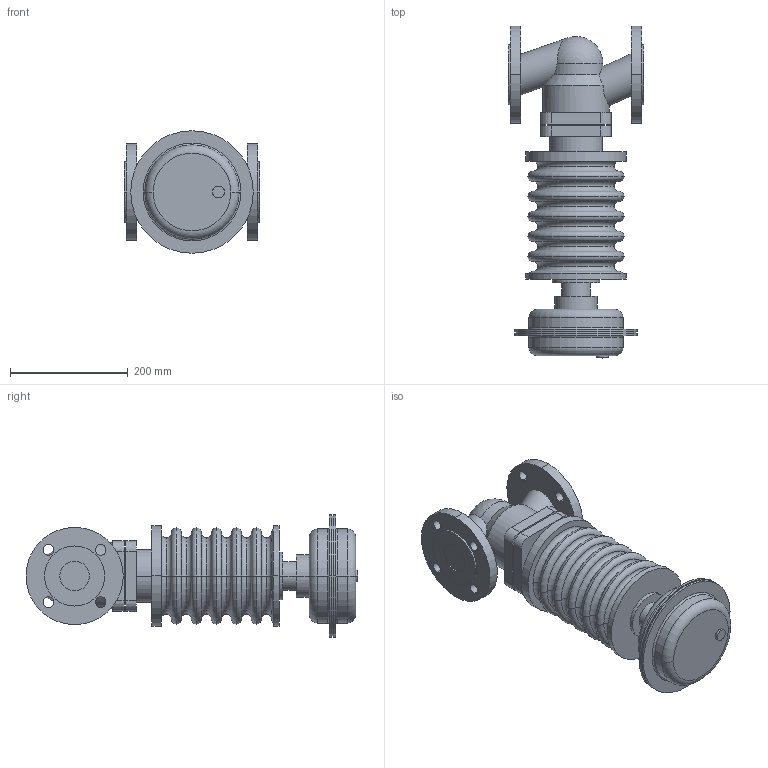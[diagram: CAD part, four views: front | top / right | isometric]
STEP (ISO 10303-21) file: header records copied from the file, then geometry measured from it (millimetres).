
FILE_DESCRIPTION(('OneSpaceDesigner STEP Export'),'2;1');
FILE_NAME('c000000562.stp','2006-08-30T 9:25:00',(''),(''),'OneSpace Designer STEP processor for AP203 (Solid Model)','OneSpace Designer 13.20A 18-Aug-2005 (C) CoCreate Software GmbH','');
FILE_SCHEMA(('CONFIG_CONTROL_DESIGN'));
Length unit declared in the file: millimetre
Products named in the file (1): 2
Bounding box: 230 x 563.5 x 208 mm (x, y, z)
Volume: 8372512.7 mm3; surface area: 519368.9 mm2
Topology: 1 solids, 1 shells, 176 faces, 406 edges, 255 vertices
Faces by surface type: cylinder 70, torus 54, plane 48, cone 2, sphere 2
Entity records: 4590 total; most frequent: CARTESIAN_POINT 947, ORIENTED_EDGE 808, DIRECTION 669, EDGE_CURVE 404, AXIS2_PLACEMENT_3D 271, VERTEX_POINT 255, EDGE_LOOP 217, FACE_OUTER_BOUND 176
